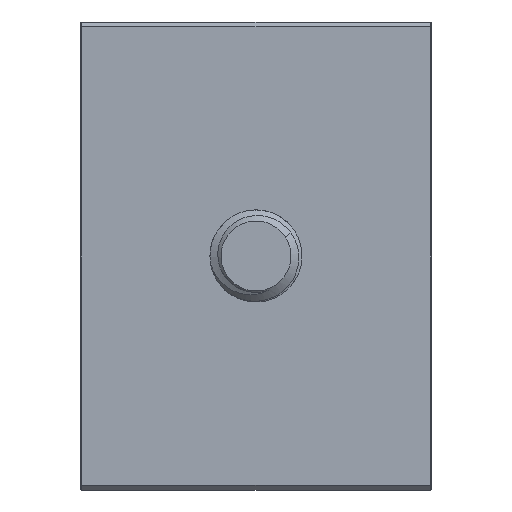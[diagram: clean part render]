
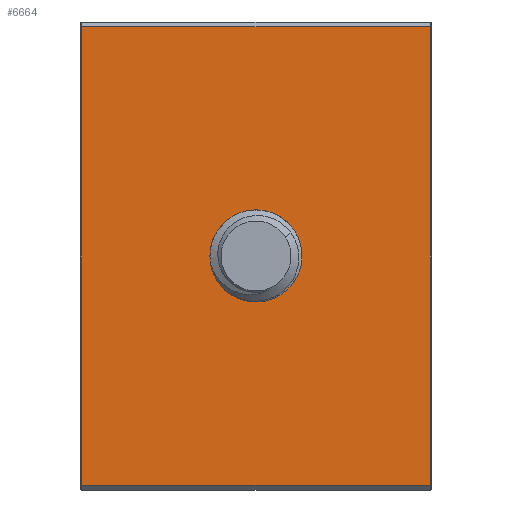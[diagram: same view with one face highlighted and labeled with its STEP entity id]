
A CAD part, front view. The second image highlights one B-rep face of the part: STEP entity #6664.
In plain terms, the highlighted planar face has unit normal (0, -1, 0).
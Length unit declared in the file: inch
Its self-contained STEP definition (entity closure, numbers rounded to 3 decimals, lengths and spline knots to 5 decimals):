
#103 = DIRECTION ( 'NONE',  ( 0., 1., 0. ) ) ;
#151 = LINE ( 'NONE', #2194, #1783 ) ;
#152 = VERTEX_POINT ( 'NONE', #5064 ) ;
#404 = DIRECTION ( 'NONE',  ( 0., 1., 0. ) ) ;
#501 = CARTESIAN_POINT ( 'NONE',  ( 0., -0.2405, 0.098 ) ) ;
#518 = EDGE_CURVE ( 'NONE', #5016, #6166, #6482, .T. ) ;
#555 = ORIENTED_EDGE ( 'NONE', *, *, #5816, .T. ) ;
#561 = FACE_BOUND ( 'NONE', #4474, .T. ) ;
#673 = LINE ( 'NONE', #3886, #1585 ) ;
#931 = AXIS2_PLACEMENT_3D ( 'NONE', #6355, #6388, #5910 ) ;
#934 = DIRECTION ( 'NONE',  ( -1., 0., 0. ) ) ;
#1300 = EDGE_LOOP ( 'NONE', ( #4605, #6600, #5941, #2738 ) ) ;
#1560 = CARTESIAN_POINT ( 'NONE',  ( -0.3725, -0.2405, -0.49 ) ) ;
#1585 = VECTOR ( 'NONE', #6485, 39.37008 ) ;
#1654 = CARTESIAN_POINT ( 'NONE',  ( -0.3725, -0.2405, 0.49 ) ) ;
#1783 = VECTOR ( 'NONE', #2021, 39.37008 ) ;
#1849 = CARTESIAN_POINT ( 'NONE',  ( 0.375, -0.2405, -0.49 ) ) ;
#1919 = CARTESIAN_POINT ( 'NONE',  ( 0., -0.2405, 0. ) ) ;
#2021 = DIRECTION ( 'NONE',  ( -1., 0., 0. ) ) ;
#2093 = CIRCLE ( 'NONE', #6640, 0.098 ) ;
#2162 = CARTESIAN_POINT ( 'NONE',  ( 0.3725, -0.2405, 0.49 ) ) ;
#2194 = CARTESIAN_POINT ( 'NONE',  ( 0.375, -0.2405, 0.49 ) ) ;
#2685 = VERTEX_POINT ( 'NONE', #2162 ) ;
#2738 = ORIENTED_EDGE ( 'NONE', *, *, #3779, .T. ) ;
#2999 = VECTOR ( 'NONE', #3710, 39.37008 ) ;
#3003 = CARTESIAN_POINT ( 'NONE',  ( 0.3725, -0.2405, -0.49 ) ) ;
#3163 = CARTESIAN_POINT ( 'NONE',  ( 0.375, -0.2405, 0.49 ) ) ;
#3301 = CIRCLE ( 'NONE', #931, 0.098 ) ;
#3710 = DIRECTION ( 'NONE',  ( 0., 0., -1. ) ) ;
#3779 = EDGE_CURVE ( 'NONE', #152, #6166, #5800, .T. ) ;
#3886 = CARTESIAN_POINT ( 'NONE',  ( 0.3725, -0.2405, 0.49 ) ) ;
#3898 = CARTESIAN_POINT ( 'NONE',  ( 0., -0.2405, -0.098 ) ) ;
#4044 = VERTEX_POINT ( 'NONE', #501 ) ;
#4145 = PLANE ( 'NONE',  #6092 ) ;
#4474 = EDGE_LOOP ( 'NONE', ( #555, #6083 ) ) ;
#4605 = ORIENTED_EDGE ( 'NONE', *, *, #518, .F. ) ;
#4714 = FACE_OUTER_BOUND ( 'NONE', #1300, .T. ) ;
#4911 = EDGE_CURVE ( 'NONE', #5525, #4044, #2093, .T. ) ;
#4997 = DIRECTION ( 'NONE',  ( 0., 0., 1. ) ) ;
#5016 = VERTEX_POINT ( 'NONE', #3003 ) ;
#5064 = CARTESIAN_POINT ( 'NONE',  ( -0.3725, -0.2405, 0.49 ) ) ;
#5267 = DIRECTION ( 'NONE',  ( 0., 0., 1. ) ) ;
#5525 = VERTEX_POINT ( 'NONE', #3898 ) ;
#5755 = EDGE_CURVE ( 'NONE', #5016, #2685, #673, .T. ) ;
#5800 = LINE ( 'NONE', #1654, #2999 ) ;
#5816 = EDGE_CURVE ( 'NONE', #4044, #5525, #3301, .T. ) ;
#5910 = DIRECTION ( 'NONE',  ( 0., 0., 1. ) ) ;
#5941 = ORIENTED_EDGE ( 'NONE', *, *, #6408, .T. ) ;
#6083 = ORIENTED_EDGE ( 'NONE', *, *, #4911, .T. ) ;
#6092 = AXIS2_PLACEMENT_3D ( 'NONE', #3163, #103, #5267 ) ;
#6166 = VERTEX_POINT ( 'NONE', #1560 ) ;
#6355 = CARTESIAN_POINT ( 'NONE',  ( 0., -0.2405, 0. ) ) ;
#6388 = DIRECTION ( 'NONE',  ( 0., 1., 0. ) ) ;
#6408 = EDGE_CURVE ( 'NONE', #2685, #152, #151, .T. ) ;
#6482 = LINE ( 'NONE', #1849, #6504 ) ;
#6485 = DIRECTION ( 'NONE',  ( 0., 0., 1. ) ) ;
#6504 = VECTOR ( 'NONE', #934, 39.37008 ) ;
#6600 = ORIENTED_EDGE ( 'NONE', *, *, #5755, .T. ) ;
#6640 = AXIS2_PLACEMENT_3D ( 'NONE', #1919, #404, #4997 ) ;
#6664 = ADVANCED_FACE ( 'NONE', ( #561, #4714 ), #4145, .F. ) ;
